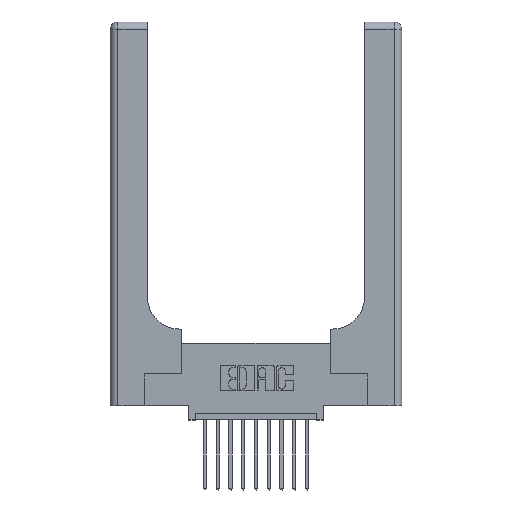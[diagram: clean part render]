
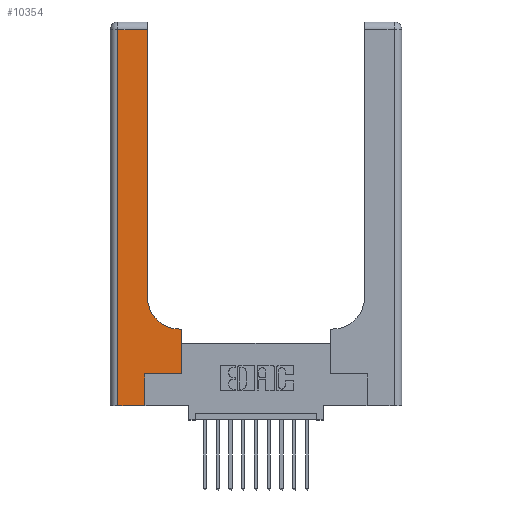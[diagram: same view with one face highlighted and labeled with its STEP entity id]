
A CAD part, top view. The second image highlights one B-rep face of the part: STEP entity #10354.
In plain terms, the highlighted planar face has unit normal (0, 0, 1).
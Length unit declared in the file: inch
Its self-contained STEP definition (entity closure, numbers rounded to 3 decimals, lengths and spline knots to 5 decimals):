
#457 = VERTEX_POINT ( 'NONE', #779 ) ;
#489 = VERTEX_POINT ( 'NONE', #2155 ) ;
#537 = DIRECTION ( 'NONE',  ( 0., 1., 0. ) ) ;
#603 = EDGE_CURVE ( 'NONE', #8293, #16572, #13610, .T. ) ;
#779 = CARTESIAN_POINT ( 'NONE',  ( 0.269, 0., 0.37 ) ) ;
#826 = VERTEX_POINT ( 'NONE', #10756 ) ;
#827 = EDGE_CURVE ( 'NONE', #826, #1220, #2405, .T. ) ;
#964 = ORIENTED_EDGE ( 'NONE', *, *, #3777, .T. ) ;
#1070 = DIRECTION ( 'NONE',  ( 1., 0., 0. ) ) ;
#1220 = VERTEX_POINT ( 'NONE', #14431 ) ;
#1297 = LINE ( 'NONE', #4742, #1497 ) ;
#1341 = ORIENTED_EDGE ( 'NONE', *, *, #603, .T. ) ;
#1415 = LINE ( 'NONE', #3281, #11468 ) ;
#1497 = VECTOR ( 'NONE', #16294, 39.37008 ) ;
#1740 = CARTESIAN_POINT ( 'NONE',  ( 0.269, 0., 0.37 ) ) ;
#2005 = LINE ( 'NONE', #5807, #11829 ) ;
#2155 = CARTESIAN_POINT ( 'NONE',  ( 0.06, 0., 0.37 ) ) ;
#2306 = CARTESIAN_POINT ( 'NONE',  ( 0.5585, 0.25, 0.37 ) ) ;
#2340 = ORIENTED_EDGE ( 'NONE', *, *, #11959, .T. ) ;
#2398 = VECTOR ( 'NONE', #537, 39.37008 ) ;
#2405 = LINE ( 'NONE', #3137, #4181 ) ;
#2425 = CARTESIAN_POINT ( 'NONE',  ( 0.5415, 0.85, 0.37 ) ) ;
#2497 = VECTOR ( 'NONE', #11146, 39.37008 ) ;
#2604 = DIRECTION ( 'NONE',  ( 1., 0., 0. ) ) ;
#3137 = CARTESIAN_POINT ( 'NONE',  ( 0., 2.94, 0.37 ) ) ;
#3281 = CARTESIAN_POINT ( 'NONE',  ( 0.5585, 0.25, 0.37 ) ) ;
#3329 = LINE ( 'NONE', #10390, #4499 ) ;
#3394 = PLANE ( 'NONE',  #10599 ) ;
#3548 = VERTEX_POINT ( 'NONE', #2306 ) ;
#3561 = EDGE_CURVE ( 'NONE', #489, #457, #12552, .T. ) ;
#3601 = CARTESIAN_POINT ( 'NONE',  ( 0., 0., 0.37 ) ) ;
#3777 = EDGE_CURVE ( 'NONE', #7760, #3548, #3329, .T. ) ;
#4070 = ORIENTED_EDGE ( 'NONE', *, *, #12856, .T. ) ;
#4181 = VECTOR ( 'NONE', #11268, 39.37008 ) ;
#4499 = VECTOR ( 'NONE', #2604, 39.37008 ) ;
#4742 = CARTESIAN_POINT ( 'NONE',  ( 0.2915, 3., 0.37 ) ) ;
#4975 = DIRECTION ( 'NONE',  ( 1., 0., 0. ) ) ;
#5240 = LINE ( 'NONE', #12263, #2497 ) ;
#5292 = VECTOR ( 'NONE', #1070, 39.37008 ) ;
#5807 = CARTESIAN_POINT ( 'NONE',  ( 0.06, 3., 0.37 ) ) ;
#6890 = EDGE_CURVE ( 'NONE', #1220, #489, #2005, .T. ) ;
#7136 = ORIENTED_EDGE ( 'NONE', *, *, #3561, .T. ) ;
#7337 = CARTESIAN_POINT ( 'NONE',  ( 0.2915, 0.85, 0.37 ) ) ;
#7384 = LINE ( 'NONE', #1740, #2398 ) ;
#7676 = ORIENTED_EDGE ( 'NONE', *, *, #6890, .T. ) ;
#7760 = VERTEX_POINT ( 'NONE', #15685 ) ;
#8293 = VERTEX_POINT ( 'NONE', #14729 ) ;
#8555 = DIRECTION ( 'NONE',  ( -1., 0., 0. ) ) ;
#9696 = DIRECTION ( 'NONE',  ( 0., -1., 0. ) ) ;
#9900 = CARTESIAN_POINT ( 'NONE',  ( 0., 3., 0.37 ) ) ;
#10354 = ADVANCED_FACE ( 'NONE', ( #15473 ), #3394, .F. ) ;
#10390 = CARTESIAN_POINT ( 'NONE',  ( 0.269, 0.25, 0.37 ) ) ;
#10574 = ORIENTED_EDGE ( 'NONE', *, *, #827, .T. ) ;
#10598 = VERTEX_POINT ( 'NONE', #15406 ) ;
#10599 = AXIS2_PLACEMENT_3D ( 'NONE', #9900, #13629, #8555 ) ;
#10756 = CARTESIAN_POINT ( 'NONE',  ( 0.2915, 2.94, 0.37 ) ) ;
#11146 = DIRECTION ( 'NONE',  ( -1., 0., 0. ) ) ;
#11268 = DIRECTION ( 'NONE',  ( -1., 0., 0. ) ) ;
#11435 = DIRECTION ( 'NONE',  ( 0., 0., -1. ) ) ;
#11468 = VECTOR ( 'NONE', #13631, 39.37008 ) ;
#11706 = EDGE_LOOP ( 'NONE', ( #2340, #10574, #7676, #7136, #15039, #964, #14700, #4070, #1341 ) ) ;
#11829 = VECTOR ( 'NONE', #9696, 39.37008 ) ;
#11959 = EDGE_CURVE ( 'NONE', #16572, #826, #1297, .T. ) ;
#12263 = CARTESIAN_POINT ( 'NONE',  ( 0.2915, 0.6, 0.37 ) ) ;
#12552 = LINE ( 'NONE', #3601, #5292 ) ;
#12856 = EDGE_CURVE ( 'NONE', #10598, #8293, #5240, .T. ) ;
#13610 = CIRCLE ( 'NONE', #15439, 0.25 ) ;
#13629 = DIRECTION ( 'NONE',  ( 0., 0., -1. ) ) ;
#13631 = DIRECTION ( 'NONE',  ( 0., 1., 0. ) ) ;
#14022 = EDGE_CURVE ( 'NONE', #3548, #10598, #1415, .T. ) ;
#14431 = CARTESIAN_POINT ( 'NONE',  ( 0.06, 2.94, 0.37 ) ) ;
#14700 = ORIENTED_EDGE ( 'NONE', *, *, #14022, .T. ) ;
#14729 = CARTESIAN_POINT ( 'NONE',  ( 0.5415, 0.6, 0.37 ) ) ;
#15039 = ORIENTED_EDGE ( 'NONE', *, *, #15807, .T. ) ;
#15406 = CARTESIAN_POINT ( 'NONE',  ( 0.5585, 0.6, 0.37 ) ) ;
#15439 = AXIS2_PLACEMENT_3D ( 'NONE', #2425, #11435, #4975 ) ;
#15473 = FACE_OUTER_BOUND ( 'NONE', #11706, .T. ) ;
#15685 = CARTESIAN_POINT ( 'NONE',  ( 0.269, 0.25, 0.37 ) ) ;
#15807 = EDGE_CURVE ( 'NONE', #457, #7760, #7384, .T. ) ;
#16294 = DIRECTION ( 'NONE',  ( 0., 1., 0. ) ) ;
#16572 = VERTEX_POINT ( 'NONE', #7337 ) ;
